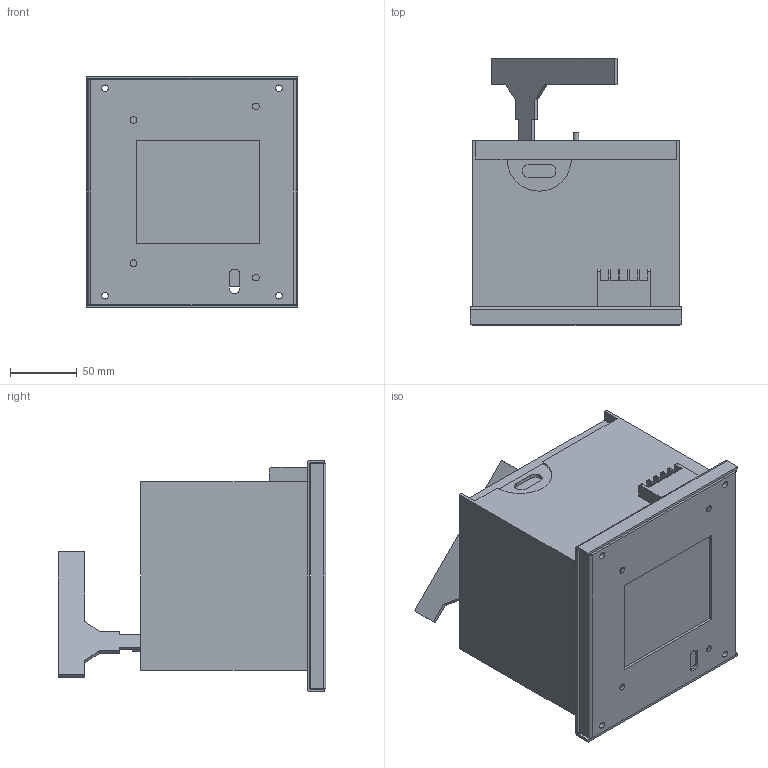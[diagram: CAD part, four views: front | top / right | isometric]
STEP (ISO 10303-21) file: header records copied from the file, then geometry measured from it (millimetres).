
FILE_DESCRIPTION (( 'STEP AP214' ), '1' );
FILE_NAME ('椿43.STEP', '2018-06-12T21:34:50', ( '' ), ( '' ), 'SwSTEP 2.0', 'SolidWorks 2014', '' );
FILE_SCHEMA (( 'AUTOMOTIVE_DESIGN' ));
Length unit declared in the file: millimetre
Products named in the file (1): 椿43
Bounding box: 158 x 200.11 x 173 mm (x, y, z)
Volume: 2813809 mm3; surface area: 212010.1 mm2
Topology: 3 solids, 5 shells, 177 faces, 464 edges, 310 vertices
Faces by surface type: plane 129, cylinder 44, torus 4
Full cylindrical faces by diameter (mm): 3 x5, 5 x12, 10.6 x4, 15 x1
Entity records: 7277 total; most frequent: CARTESIAN_POINT 908, DIRECTION 880, ORIENTED_EDGE 858, EDGE_CURVE 429, VECTOR 334, LINE 334, VERTEX_POINT 301, AXIS2_PLACEMENT_3D 273
